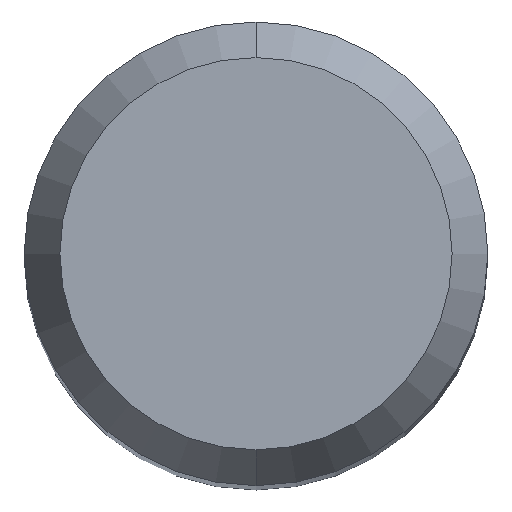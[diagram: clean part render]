
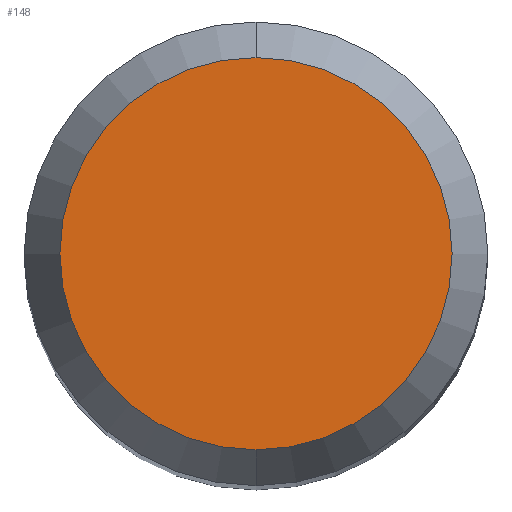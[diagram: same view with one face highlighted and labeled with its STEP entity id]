
A CAD part, top view. The second image highlights one B-rep face of the part: STEP entity #148.
In plain terms, the highlighted planar face has unit normal (0, 0, 1).
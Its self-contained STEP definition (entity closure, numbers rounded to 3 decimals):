
#148=ADVANCED_FACE('',(#309),#310,.T.);
#152=EDGE_CURVE('',#178,#210,#314,.T.);
#178=VERTEX_POINT('',#343);
#210=VERTEX_POINT('',#379);
#224=EDGE_CURVE('',#210,#178,#394,.T.);
#309=FACE_OUTER_BOUND('',#483,.T.);
#310=PLANE('',#484);
#314=CIRCLE('',#491,2.538);
#343=CARTESIAN_POINT('',(0.0,2.538,0.01));
#379=CARTESIAN_POINT('',(0.,-2.538,0.01));
#394=CIRCLE('',#592,2.538);
#483=EDGE_LOOP('',(#675,#676));
#484=AXIS2_PLACEMENT_3D('',#677,#678,#679);
#491=AXIS2_PLACEMENT_3D('',#681,#682,#683);
#592=AXIS2_PLACEMENT_3D('',#788,#789,#790);
#675=ORIENTED_EDGE('',*,*,#152,.F.);
#676=ORIENTED_EDGE('',*,*,#224,.F.);
#677=CARTESIAN_POINT('',(0.0,1.269,0.01));
#678=DIRECTION('',(-0.0,0.0,1.0));
#679=DIRECTION('',(0.0,-1.0,0.0));
#681=CARTESIAN_POINT('',(0.0,0.0,0.01));
#682=DIRECTION('',(0.0,0.0,-1.0));
#683=DIRECTION('',(0.0,1.0,0.0));
#788=CARTESIAN_POINT('',(0.0,0.0,0.01));
#789=DIRECTION('',(0.0,0.0,-1.0));
#790=DIRECTION('',(0.0,1.0,0.0));
